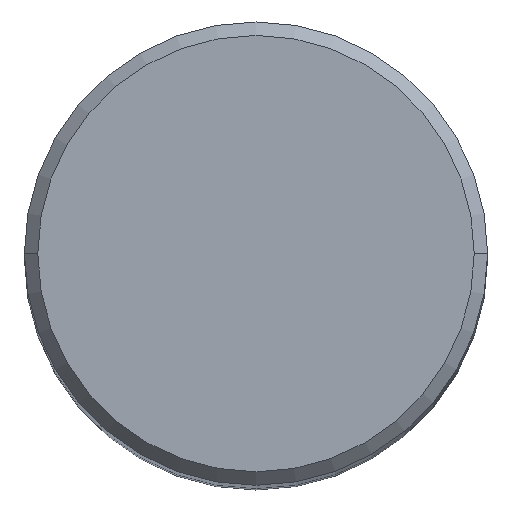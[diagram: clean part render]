
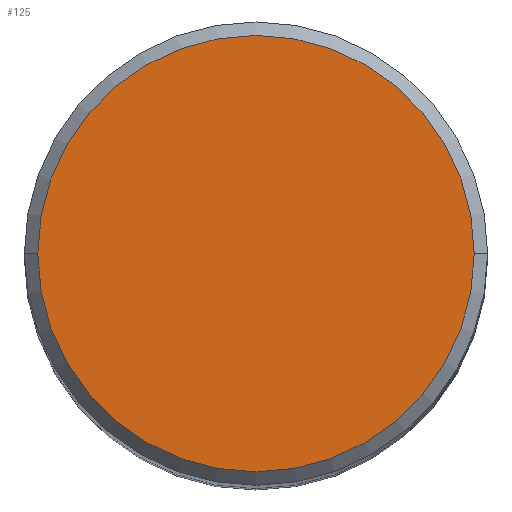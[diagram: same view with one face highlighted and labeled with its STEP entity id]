
A CAD part, top view. The second image highlights one B-rep face of the part: STEP entity #125.
In plain terms, the highlighted planar face has unit normal (0, 0, 1).
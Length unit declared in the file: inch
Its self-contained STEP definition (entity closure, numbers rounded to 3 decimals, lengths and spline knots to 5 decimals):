
#23 = EDGE_LOOP ( 'NONE', ( #305, #321 ) ) ;
#31 = CARTESIAN_POINT ( 'NONE',  ( 0., 0., 0. ) ) ;
#52 = DIRECTION ( 'NONE',  ( 0., 0., 1. ) ) ;
#65 = AXIS2_PLACEMENT_3D ( 'NONE', #191, #52, #79 ) ;
#79 = DIRECTION ( 'NONE',  ( 1., 0., 0. ) ) ;
#97 = CARTESIAN_POINT ( 'NONE',  ( 0., 0.32375, 0. ) ) ;
#119 = FACE_OUTER_BOUND ( 'NONE', #23, .T. ) ;
#125 = ADVANCED_FACE ( 'NONE', ( #119 ), #304, .F. ) ;
#191 = CARTESIAN_POINT ( 'NONE',  ( 0., 0., 0. ) ) ;
#215 = VERTEX_POINT ( 'NONE', #363 ) ;
#217 = DIRECTION ( 'NONE',  ( -1., 0., 0. ) ) ;
#225 = EDGE_CURVE ( 'NONE', #215, #228, #308, .T. ) ;
#228 = VERTEX_POINT ( 'NONE', #327 ) ;
#246 = DIRECTION ( 'NONE',  ( 1., 0., 0. ) ) ;
#251 = DIRECTION ( 'NONE',  ( 0., 0., 1. ) ) ;
#264 = EDGE_CURVE ( 'NONE', #228, #215, #326, .T. ) ;
#304 = PLANE ( 'NONE',  #306 ) ;
#305 = ORIENTED_EDGE ( 'NONE', *, *, #264, .T. ) ;
#306 = AXIS2_PLACEMENT_3D ( 'NONE', #97, #313, #217 ) ;
#308 = CIRCLE ( 'NONE', #65, 0.32375 ) ;
#313 = DIRECTION ( 'NONE',  ( 0., 0., -1. ) ) ;
#321 = ORIENTED_EDGE ( 'NONE', *, *, #225, .T. ) ;
#326 = CIRCLE ( 'NONE', #355, 0.32375 ) ;
#327 = CARTESIAN_POINT ( 'NONE',  ( -0.32375, 0., 0. ) ) ;
#355 = AXIS2_PLACEMENT_3D ( 'NONE', #31, #251, #246 ) ;
#363 = CARTESIAN_POINT ( 'NONE',  ( 0.32375, 0., 0. ) ) ;
